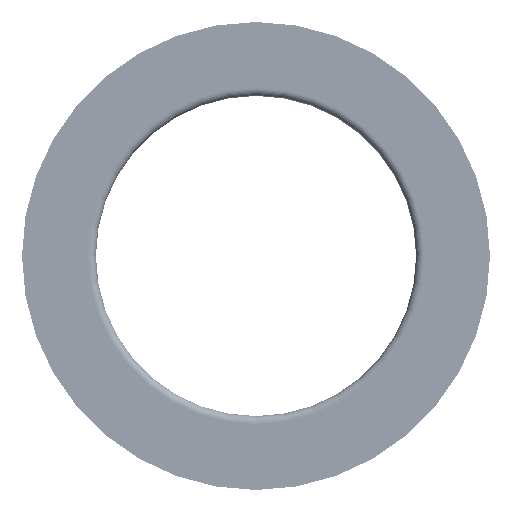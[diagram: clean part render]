
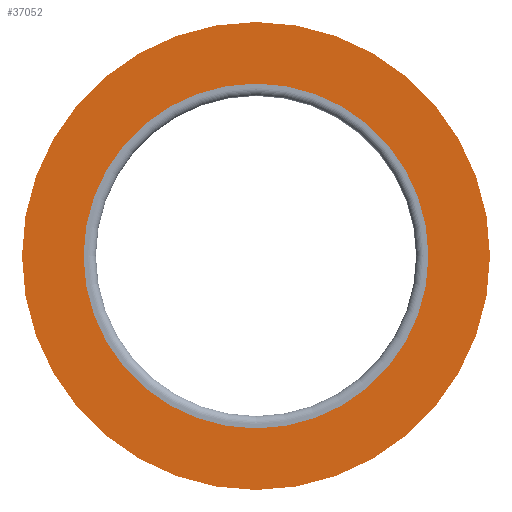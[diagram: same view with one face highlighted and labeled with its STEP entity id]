
A CAD part, left-side view. The second image highlights one B-rep face of the part: STEP entity #37052.
In plain terms, the highlighted planar face has unit normal (-1, 0, 0).
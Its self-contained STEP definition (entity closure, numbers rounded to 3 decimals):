
#6509 = ORIENTED_EDGE ( 'NONE', *, *, #142924, .T. ) ;
#15442 = EDGE_CURVE ( 'NONE', #92146, #100759, #97049, .T. ) ;
#16930 = DIRECTION ( 'NONE',  ( -1., 0., 0. ) ) ;
#26274 = EDGE_LOOP ( 'NONE', ( #48428, #6509 ) ) ;
#31979 = DIRECTION ( 'NONE',  ( 0., 0., -1. ) ) ;
#37052 = ADVANCED_FACE ( 'NONE', ( #94089, #155349 ), #39424, .F. ) ;
#39424 = PLANE ( 'NONE',  #42842 ) ;
#40010 = DIRECTION ( 'NONE',  ( 0., 0., 1. ) ) ;
#42842 = AXIS2_PLACEMENT_3D ( 'NONE', #76572, #71402, #31979 ) ;
#43033 = CIRCLE ( 'NONE', #143673, 47.5 ) ;
#45186 = VERTEX_POINT ( 'NONE', #80489 ) ;
#48428 = ORIENTED_EDGE ( 'NONE', *, *, #74085, .T. ) ;
#56643 = CIRCLE ( 'NONE', #124820, 47.5 ) ;
#71001 = DIRECTION ( 'NONE',  ( 0., 0., 1. ) ) ;
#71402 = DIRECTION ( 'NONE',  ( 1., 0., 0. ) ) ;
#74085 = EDGE_CURVE ( 'NONE', #76787, #45186, #43033, .T. ) ;
#76572 = CARTESIAN_POINT ( 'NONE',  ( 0., 35., 0. ) ) ;
#76787 = VERTEX_POINT ( 'NONE', #115501 ) ;
#76888 = DIRECTION ( 'NONE',  ( -1., 0., 0. ) ) ;
#80489 = CARTESIAN_POINT ( 'NONE',  ( 0., 0., -47.5 ) ) ;
#80849 = CARTESIAN_POINT ( 'NONE',  ( 0., 0., 0. ) ) ;
#84462 = ORIENTED_EDGE ( 'NONE', *, *, #15442, .F. ) ;
#88610 = CARTESIAN_POINT ( 'NONE',  ( 0., 0., 0. ) ) ;
#92146 = VERTEX_POINT ( 'NONE', #146573 ) ;
#92384 = CIRCLE ( 'NONE', #142693, 35. ) ;
#94089 = FACE_BOUND ( 'NONE', #114070, .T. ) ;
#97049 = CIRCLE ( 'NONE', #145290, 35. ) ;
#100759 = VERTEX_POINT ( 'NONE', #155175 ) ;
#100930 = DIRECTION ( 'NONE',  ( -1., 0., 0. ) ) ;
#110236 = EDGE_CURVE ( 'NONE', #100759, #92146, #92384, .T. ) ;
#114070 = EDGE_LOOP ( 'NONE', ( #121441, #84462 ) ) ;
#115501 = CARTESIAN_POINT ( 'NONE',  ( 0., 0., 47.5 ) ) ;
#121441 = ORIENTED_EDGE ( 'NONE', *, *, #110236, .F. ) ;
#124783 = CARTESIAN_POINT ( 'NONE',  ( 0., 0., 0. ) ) ;
#124820 = AXIS2_PLACEMENT_3D ( 'NONE', #88610, #100930, #40010 ) ;
#138961 = DIRECTION ( 'NONE',  ( 0., 0., 1. ) ) ;
#139090 = DIRECTION ( 'NONE',  ( -1., 0., 0. ) ) ;
#139123 = CARTESIAN_POINT ( 'NONE',  ( 0., 0., 0. ) ) ;
#139472 = DIRECTION ( 'NONE',  ( 0., 0., 1. ) ) ;
#142693 = AXIS2_PLACEMENT_3D ( 'NONE', #124783, #76888, #71001 ) ;
#142924 = EDGE_CURVE ( 'NONE', #45186, #76787, #56643, .T. ) ;
#143673 = AXIS2_PLACEMENT_3D ( 'NONE', #80849, #16930, #139472 ) ;
#145290 = AXIS2_PLACEMENT_3D ( 'NONE', #139123, #139090, #138961 ) ;
#146573 = CARTESIAN_POINT ( 'NONE',  ( 0., 0., -35. ) ) ;
#155175 = CARTESIAN_POINT ( 'NONE',  ( 0., 0., 35. ) ) ;
#155349 = FACE_OUTER_BOUND ( 'NONE', #26274, .T. ) ;
